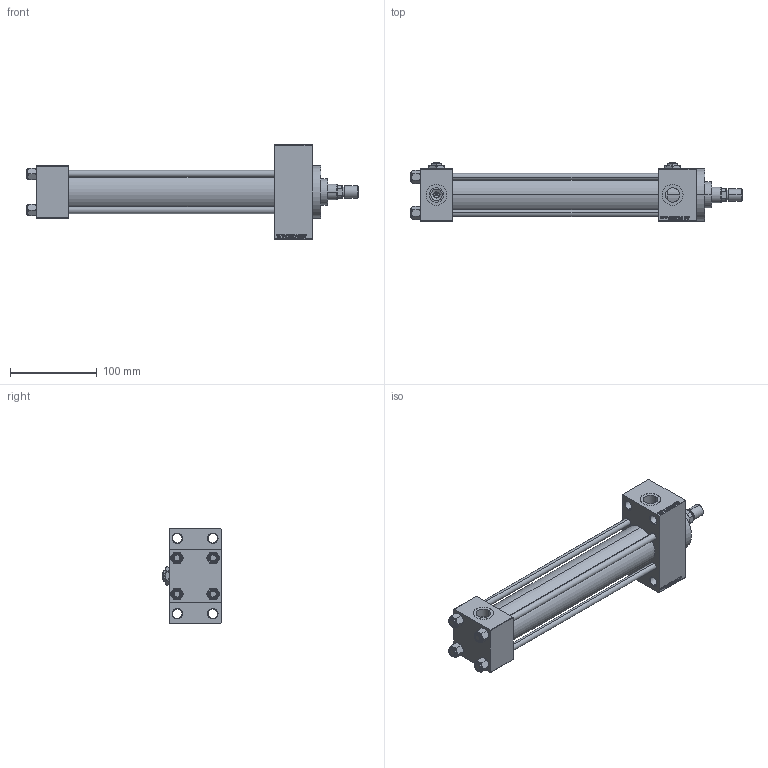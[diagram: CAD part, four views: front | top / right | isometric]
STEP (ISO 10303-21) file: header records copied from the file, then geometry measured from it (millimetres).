
FILE_DESCRIPTION (( 'STEP AP203' ), '1' );
FILE_NAME ('a9df.STEP', '2022-04-15T23:16:14', ( '' ), ( '' ), 'SwSTEP 2.0', 'SolidWorks 2019', '' );
FILE_SCHEMA (( 'CONFIG_CONTROL_DESIGN' ));
Length unit declared in the file: millimetre
Products named in the file (8): ROD_END_AH 0dad09cc9c717c1cb5b21b3495e4c5be; V215CR_D_Body 0dad09cc9c717c1cb5b21b3495e4c5be; Zatka_pro_OIL_PORT 0dad09cc9c717c1cb5b21b3495e4c5be; V215_VC_A 0dad09cc9c717c1cb5b21b3495e4c5be; V215CR_D_TYCINKA 0dad09cc9c717c1cb5b21b3495e4c5be; a9df; V215CR_VCP_D 0dad09cc9c717c1cb5b21b3495e4c5be; NUT_M5_D 0dad09cc9c717c1cb5b21b3495e4c5be
Assembly tree (14 placements, depth 2):
  a9df
    V215CR_D_Body 0dad09cc9c717c1cb5b21b3495e4c5be
    V215CR_VCP_D 0dad09cc9c717c1cb5b21b3495e4c5be
    NUT_M5_D 0dad09cc9c717c1cb5b21b3495e4c5be  x4
    V215CR_D_TYCINKA 0dad09cc9c717c1cb5b21b3495e4c5be  x4
    V215_VC_A 0dad09cc9c717c1cb5b21b3495e4c5be
    ROD_END_AH 0dad09cc9c717c1cb5b21b3495e4c5be
    Zatka_pro_OIL_PORT 0dad09cc9c717c1cb5b21b3495e4c5be  x2
Bounding box: 383 x 67 x 109 mm (x, y, z)
Volume: 667740.9 mm3; surface area: 203181.3 mm2
Topology: 14 solids, 14 shells, 1227 faces, 3032 edges, 1952 vertices
Faces by surface type: plane 552, bspline 368, cone 190, cylinder 107, torus 10
Entity records: 49981 total; most frequent: CARTESIAN_POINT 25798, ORIENTED_EDGE 5364, DIRECTION 3570, EDGE_CURVE 2682, VERTEX_POINT 1750, LINE 1568, VECTOR 1568, EDGE_LOOP 1206
